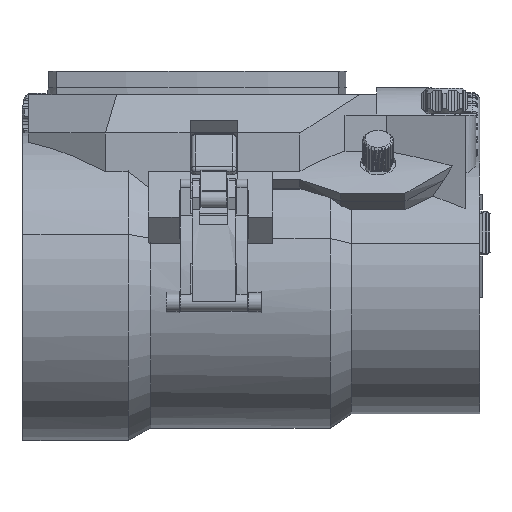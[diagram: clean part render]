
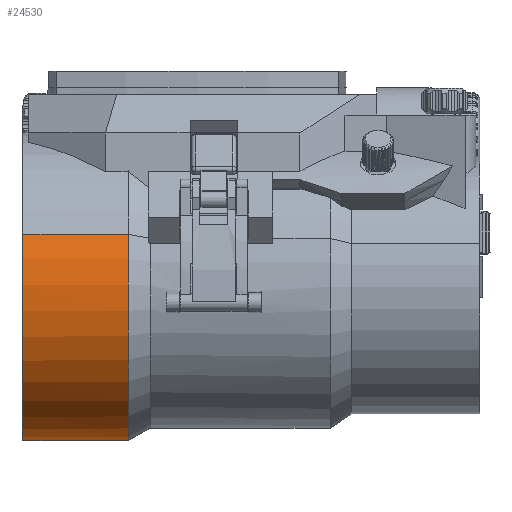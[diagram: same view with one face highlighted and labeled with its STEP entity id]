
A CAD part, front view. The second image highlights one B-rep face of the part: STEP entity #24530.
In plain terms, the highlighted cylindrical face has radius 60 mm (diameter 120 mm), a partial arc.
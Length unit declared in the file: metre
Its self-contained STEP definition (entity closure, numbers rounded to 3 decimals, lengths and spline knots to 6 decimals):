
#3090=CIRCLE('',#26860,0.06);
#3092=CIRCLE('',#26863,0.06);
#3093=CIRCLE('',#26864,0.06);
#3746=CYLINDRICAL_SURFACE('',#26862,0.06);
#7953=ORIENTED_EDGE('',*,*,#13642,.F.);
#7954=ORIENTED_EDGE('',*,*,#13643,.T.);
#7955=ORIENTED_EDGE('',*,*,#13644,.F.);
#7956=ORIENTED_EDGE('',*,*,#13638,.F.);
#7957=ORIENTED_EDGE('',*,*,#13607,.F.);
#7958=ORIENTED_EDGE('',*,*,#13645,.T.);
#13607=EDGE_CURVE('',#16767,#16768,#18621,.F.);
#13638=EDGE_CURVE('',#16768,#16797,#3090,.T.);
#13642=EDGE_CURVE('',#16800,#16801,#18639,.T.);
#13643=EDGE_CURVE('',#16800,#16802,#3092,.T.);
#13644=EDGE_CURVE('',#16797,#16802,#18640,.F.);
#13645=EDGE_CURVE('',#16767,#16801,#3093,.F.);
#16767=VERTEX_POINT('',#39800);
#16768=VERTEX_POINT('',#39802);
#16797=VERTEX_POINT('',#39867);
#16800=VERTEX_POINT('',#39875);
#16801=VERTEX_POINT('',#39876);
#16802=VERTEX_POINT('',#39878);
#18621=LINE('',#39801,#19631);
#18639=LINE('',#39874,#19649);
#18640=LINE('',#39879,#19650);
#19631=VECTOR('',#31232,1.);
#19649=VECTOR('',#31288,1.);
#19650=VECTOR('',#31291,1.);
#20804=EDGE_LOOP('',(#7953,#7954,#7955,#7956,#7957,#7958));
#22473=FACE_BOUND('',#20804,.T.);
#24530=ADVANCED_FACE('',(#22473),#3746,.T.);
#26860=AXIS2_PLACEMENT_3D('',#39866,#31280,#31281);
#26862=AXIS2_PLACEMENT_3D('',#39873,#31286,#31287);
#26863=AXIS2_PLACEMENT_3D('',#39877,#31289,#31290);
#26864=AXIS2_PLACEMENT_3D('',#39880,#31292,#31293);
#31232=DIRECTION('',(1.,0.,0.));
#31280=DIRECTION('',(-1.,0.,0.));
#31281=DIRECTION('',(0.,1.,0.));
#31286=DIRECTION('',(-1.,0.,0.));
#31287=DIRECTION('',(0.,1.,0.));
#31288=DIRECTION('',(-1.,0.,0.));
#31289=DIRECTION('',(-1.,0.,0.));
#31290=DIRECTION('',(0.,1.,0.));
#31291=DIRECTION('',(-1.,0.,0.));
#31292=DIRECTION('',(1.,0.,0.));
#31293=DIRECTION('',(0.,-1.,0.));
#39800=CARTESIAN_POINT('',(0.026467,0.054447,-0.025209));
#39801=CARTESIAN_POINT('',(0.066367,0.054447,-0.025209));
#39802=CARTESIAN_POINT('',(0.,0.054447,-0.025209));
#39866=CARTESIAN_POINT('',(0.,0.,0.));
#39867=CARTESIAN_POINT('',(0.,-0.056382,0.020521));
#39873=CARTESIAN_POINT('',(0.032292,0.,0.));
#39874=CARTESIAN_POINT('',(0.032292,0.053838,-0.026484));
#39875=CARTESIAN_POINT('',(0.041028,0.053838,-0.026484));
#39876=CARTESIAN_POINT('',(0.026467,0.053838,-0.026484));
#39877=CARTESIAN_POINT('',(0.041028,0.,0.));
#39878=CARTESIAN_POINT('',(0.041028,-0.056382,0.020521));
#39879=CARTESIAN_POINT('',(0.032292,-0.056382,0.020521));
#39880=CARTESIAN_POINT('',(0.026467,0.,0.));
